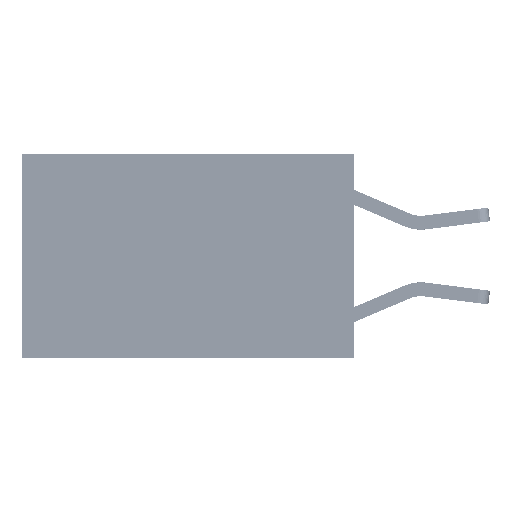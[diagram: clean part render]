
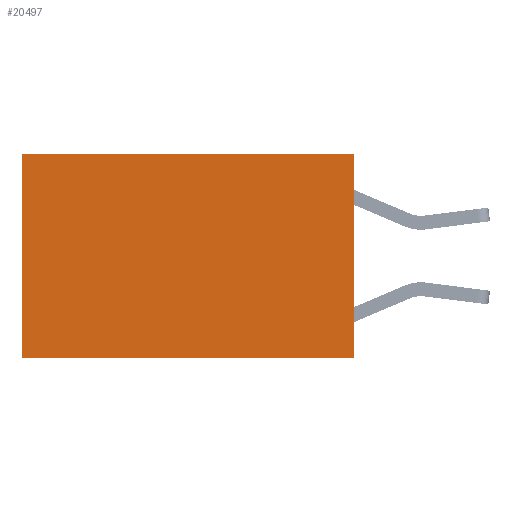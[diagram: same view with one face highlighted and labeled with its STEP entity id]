
A CAD part, left-side view. The second image highlights one B-rep face of the part: STEP entity #20497.
In plain terms, the highlighted planar face has unit normal (-1, 0, 0).
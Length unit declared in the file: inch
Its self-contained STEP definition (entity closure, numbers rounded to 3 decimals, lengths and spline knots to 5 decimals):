
#224 = DIRECTION ( 'NONE',  ( 0., 0., -1. ) ) ;
#536 = VECTOR ( 'NONE', #16829, 39.37008 ) ;
#1244 = DIRECTION ( 'NONE',  ( 0., 0., -1. ) ) ;
#2451 = EDGE_CURVE ( 'NONE', #21177, #10757, #26006, .T. ) ;
#2637 = CARTESIAN_POINT ( 'NONE',  ( 0.2625, 0.6, -0.37 ) ) ;
#3505 = CARTESIAN_POINT ( 'NONE',  ( 0.2625, 0., -0.37 ) ) ;
#3881 = ORIENTED_EDGE ( 'NONE', *, *, #18125, .F. ) ;
#4876 = LINE ( 'NONE', #14217, #29332 ) ;
#6603 = ORIENTED_EDGE ( 'NONE', *, *, #2451, .T. ) ;
#6852 = VECTOR ( 'NONE', #1244, 39.37008 ) ;
#8600 = CARTESIAN_POINT ( 'NONE',  ( 0.2625, 0., 0. ) ) ;
#8980 = AXIS2_PLACEMENT_3D ( 'NONE', #19351, #14619, #224 ) ;
#10757 = VERTEX_POINT ( 'NONE', #2637 ) ;
#10995 = DIRECTION ( 'NONE',  ( 0., 0., -1. ) ) ;
#12253 = ORIENTED_EDGE ( 'NONE', *, *, #19800, .F. ) ;
#14217 = CARTESIAN_POINT ( 'NONE',  ( 0.2625, 0., -0.37 ) ) ;
#14370 = VECTOR ( 'NONE', #10995, 39.37008 ) ;
#14619 = DIRECTION ( 'NONE',  ( 1., 0., 0. ) ) ;
#16829 = DIRECTION ( 'NONE',  ( 0., 1., 0. ) ) ;
#17081 = EDGE_CURVE ( 'NONE', #24937, #21177, #19699, .T. ) ;
#18125 = EDGE_CURVE ( 'NONE', #24937, #25680, #27150, .T. ) ;
#18394 = ORIENTED_EDGE ( 'NONE', *, *, #17081, .T. ) ;
#19351 = CARTESIAN_POINT ( 'NONE',  ( 0.2625, 0., 0. ) ) ;
#19699 = LINE ( 'NONE', #26416, #536 ) ;
#19800 = EDGE_CURVE ( 'NONE', #25680, #10757, #4876, .T. ) ;
#20497 = ADVANCED_FACE ( 'NONE', ( #27274 ), #29016, .F. ) ;
#21177 = VERTEX_POINT ( 'NONE', #21532 ) ;
#21532 = CARTESIAN_POINT ( 'NONE',  ( 0.2625, 0.6, 0. ) ) ;
#24937 = VERTEX_POINT ( 'NONE', #29822 ) ;
#25680 = VERTEX_POINT ( 'NONE', #3505 ) ;
#26006 = LINE ( 'NONE', #30041, #6852 ) ;
#26416 = CARTESIAN_POINT ( 'NONE',  ( 0.2625, 0., 0. ) ) ;
#27150 = LINE ( 'NONE', #8600, #14370 ) ;
#27274 = FACE_OUTER_BOUND ( 'NONE', #27448, .T. ) ;
#27448 = EDGE_LOOP ( 'NONE', ( #6603, #12253, #3881, #18394 ) ) ;
#28637 = DIRECTION ( 'NONE',  ( 0., 1., 0. ) ) ;
#29016 = PLANE ( 'NONE',  #8980 ) ;
#29332 = VECTOR ( 'NONE', #28637, 39.37008 ) ;
#29822 = CARTESIAN_POINT ( 'NONE',  ( 0.2625, 0., 0. ) ) ;
#30041 = CARTESIAN_POINT ( 'NONE',  ( 0.2625, 0.6, 0. ) ) ;
